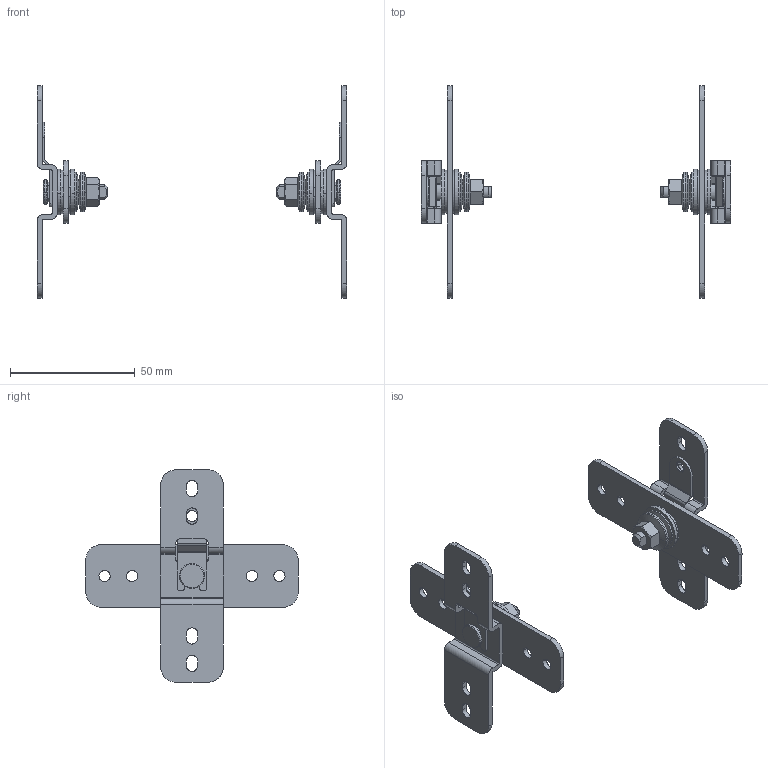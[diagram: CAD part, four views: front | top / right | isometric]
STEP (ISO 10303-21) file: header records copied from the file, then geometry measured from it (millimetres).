
FILE_DESCRIPTION((''),'2;1');
FILE_NAME('','2013-06-19T10:24:17',(''),(''),'','CADfix','');
FILE_SCHEMA(('AUTOMOTIVE_DESIGN { 1 0 10303 214 1 1 1 1 }'));
Length unit declared in the file: millimetre
Bounding box: 124 x 85 x 85 mm (x, y, z)
Volume: 22299.1 mm3; surface area: 22965.4 mm2
Topology: 6 solids, 6 shells, 326 faces, 968 edges, 668 vertices
Faces by surface type: bspline 326
Entity records: 12270 total; most frequent: CARTESIAN_POINT 6765, ORIENTED_EDGE 1936, EDGE_CURVE 968, VERTEX_POINT 668, QUASI_UNIFORM_CURVE 488, EDGE_LOOP 380, FACE_OUTER_BOUND 326, ADVANCED_FACE 326
